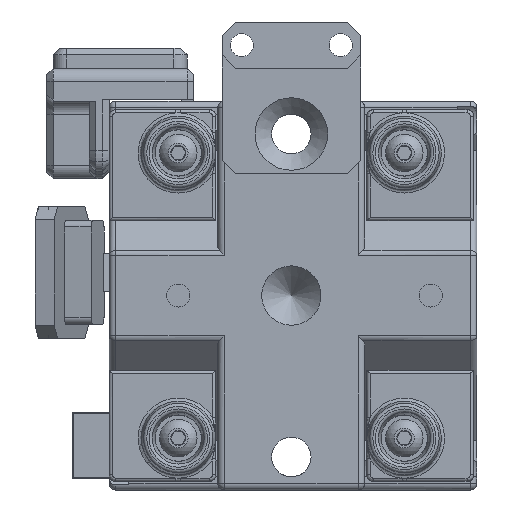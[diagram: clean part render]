
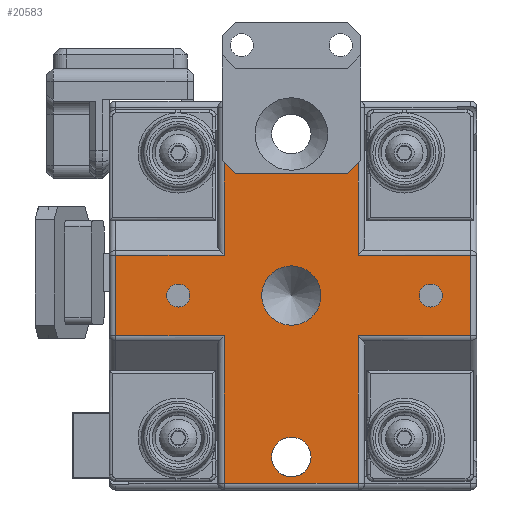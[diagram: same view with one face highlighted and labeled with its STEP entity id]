
A CAD part, left-side view. The second image highlights one B-rep face of the part: STEP entity #20583.
In plain terms, the highlighted planar face has unit normal (-1, 0, 0).
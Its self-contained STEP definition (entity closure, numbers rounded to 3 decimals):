
#778=FACE_BOUND('',#7489,.T.);
#779=FACE_BOUND('',#7490,.T.);
#780=FACE_BOUND('',#7491,.T.);
#781=FACE_BOUND('',#7492,.T.);
#782=FACE_BOUND('',#7493,.T.);
#1174=PLANE('',#22634);
#2556=LINE('',#40437,#4294);
#2557=LINE('',#40439,#4295);
#2558=LINE('',#40441,#4296);
#2559=LINE('',#40443,#4297);
#2560=LINE('',#40445,#4298);
#2561=LINE('',#40447,#4299);
#2562=LINE('',#40449,#4300);
#2563=LINE('',#40451,#4301);
#2564=LINE('',#40453,#4302);
#2565=LINE('',#40455,#4303);
#2566=LINE('',#40457,#4304);
#2567=LINE('',#40458,#4305);
#4294=VECTOR('',#27620,10.);
#4295=VECTOR('',#27621,10.);
#4296=VECTOR('',#27622,10.);
#4297=VECTOR('',#27623,10.);
#4298=VECTOR('',#27624,10.);
#4299=VECTOR('',#27625,10.);
#4300=VECTOR('',#27626,10.);
#4301=VECTOR('',#27627,10.);
#4302=VECTOR('',#27628,10.);
#4303=VECTOR('',#27629,10.);
#4304=VECTOR('',#27630,10.);
#4305=VECTOR('',#27631,10.);
#6194=FACE_OUTER_BOUND('',#7488,.T.);
#7488=EDGE_LOOP('',(#17886,#17887,#17888,#17889,#17890,#17891,#17892,#17893,
#17894,#17895,#17896,#17897));
#7489=EDGE_LOOP('',(#17898));
#7490=EDGE_LOOP('',(#17899));
#7491=EDGE_LOOP('',(#17900));
#7492=EDGE_LOOP('',(#17901));
#7493=EDGE_LOOP('',(#17902));
#8562=CIRCLE('',#22633,4.5);
#8563=CIRCLE('',#22635,1.75);
#8564=CIRCLE('',#22636,3.);
#8565=CIRCLE('',#22637,3.);
#8566=CIRCLE('',#22638,1.75);
#10134=VERTEX_POINT('',#40430);
#10136=VERTEX_POINT('',#40435);
#10137=VERTEX_POINT('',#40436);
#10138=VERTEX_POINT('',#40438);
#10139=VERTEX_POINT('',#40440);
#10140=VERTEX_POINT('',#40442);
#10141=VERTEX_POINT('',#40444);
#10142=VERTEX_POINT('',#40446);
#10143=VERTEX_POINT('',#40448);
#10144=VERTEX_POINT('',#40450);
#10145=VERTEX_POINT('',#40452);
#10146=VERTEX_POINT('',#40454);
#10147=VERTEX_POINT('',#40456);
#10148=VERTEX_POINT('',#40459);
#10149=VERTEX_POINT('',#40461);
#10150=VERTEX_POINT('',#40463);
#10151=VERTEX_POINT('',#40465);
#12804=EDGE_CURVE('',#10134,#10134,#8562,.T.);
#12806=EDGE_CURVE('',#10136,#10137,#2556,.T.);
#12807=EDGE_CURVE('',#10138,#10136,#2557,.T.);
#12808=EDGE_CURVE('',#10139,#10138,#2558,.T.);
#12809=EDGE_CURVE('',#10140,#10139,#2559,.T.);
#12810=EDGE_CURVE('',#10141,#10140,#2560,.T.);
#12811=EDGE_CURVE('',#10142,#10141,#2561,.T.);
#12812=EDGE_CURVE('',#10143,#10142,#2562,.T.);
#12813=EDGE_CURVE('',#10144,#10143,#2563,.T.);
#12814=EDGE_CURVE('',#10145,#10144,#2564,.T.);
#12815=EDGE_CURVE('',#10146,#10145,#2565,.T.);
#12816=EDGE_CURVE('',#10147,#10146,#2566,.T.);
#12817=EDGE_CURVE('',#10137,#10147,#2567,.T.);
#12818=EDGE_CURVE('',#10148,#10148,#8563,.T.);
#12819=EDGE_CURVE('',#10149,#10149,#8564,.T.);
#12820=EDGE_CURVE('',#10150,#10150,#8565,.T.);
#12821=EDGE_CURVE('',#10151,#10151,#8566,.T.);
#17886=ORIENTED_EDGE('',*,*,#12806,.F.);
#17887=ORIENTED_EDGE('',*,*,#12807,.F.);
#17888=ORIENTED_EDGE('',*,*,#12808,.F.);
#17889=ORIENTED_EDGE('',*,*,#12809,.F.);
#17890=ORIENTED_EDGE('',*,*,#12810,.F.);
#17891=ORIENTED_EDGE('',*,*,#12811,.F.);
#17892=ORIENTED_EDGE('',*,*,#12812,.F.);
#17893=ORIENTED_EDGE('',*,*,#12813,.F.);
#17894=ORIENTED_EDGE('',*,*,#12814,.F.);
#17895=ORIENTED_EDGE('',*,*,#12815,.F.);
#17896=ORIENTED_EDGE('',*,*,#12816,.F.);
#17897=ORIENTED_EDGE('',*,*,#12817,.F.);
#17898=ORIENTED_EDGE('',*,*,#12818,.F.);
#17899=ORIENTED_EDGE('',*,*,#12819,.T.);
#17900=ORIENTED_EDGE('',*,*,#12820,.T.);
#17901=ORIENTED_EDGE('',*,*,#12821,.T.);
#17902=ORIENTED_EDGE('',*,*,#12804,.F.);
#20583=ADVANCED_FACE('',(#6194,#778,#779,#780,#781,#782),#1174,.T.);
#22633=AXIS2_PLACEMENT_3D('',#40431,#27615,#27616);
#22634=AXIS2_PLACEMENT_3D('',#40434,#27618,#27619);
#22635=AXIS2_PLACEMENT_3D('',#40460,#27632,#27633);
#22636=AXIS2_PLACEMENT_3D('',#40462,#27634,#27635);
#22637=AXIS2_PLACEMENT_3D('',#40464,#27636,#27637);
#22638=AXIS2_PLACEMENT_3D('',#40466,#27638,#27639);
#27615=DIRECTION('center_axis',(-1.,0.,0.));
#27616=DIRECTION('ref_axis',(0.,0.,-1.));
#27618=DIRECTION('center_axis',(-1.,0.,0.));
#27619=DIRECTION('ref_axis',(0.,0.,1.));
#27620=DIRECTION('',(0.,0.,1.));
#27621=DIRECTION('',(0.,1.,0.));
#27622=DIRECTION('',(0.,0.,-1.));
#27623=DIRECTION('',(0.,1.,0.));
#27624=DIRECTION('',(0.,0.,-1.));
#27625=DIRECTION('',(0.,-1.,0.));
#27626=DIRECTION('',(0.,0.,-1.));
#27627=DIRECTION('',(0.,-1.,0.));
#27628=DIRECTION('',(0.,0.,1.));
#27629=DIRECTION('',(0.,-1.,0.));
#27630=DIRECTION('',(0.,0.,1.));
#27631=DIRECTION('',(0.,1.,0.));
#27632=DIRECTION('center_axis',(-1.,0.,0.));
#27633=DIRECTION('ref_axis',(0.,0.,1.));
#27634=DIRECTION('center_axis',(1.,0.,0.));
#27635=DIRECTION('ref_axis',(0.,0.,-1.));
#27636=DIRECTION('center_axis',(1.,0.,0.));
#27637=DIRECTION('ref_axis',(0.,0.,-1.));
#27638=DIRECTION('center_axis',(1.,0.,0.));
#27639=DIRECTION('ref_axis',(0.,0.,1.));
#40430=CARTESIAN_POINT('',(-196.355,42.822,324.184));
#40431=CARTESIAN_POINT('Origin',(-196.355,42.822,319.684));
#40434=CARTESIAN_POINT('Origin',(-196.355,40.982,316.675));
#40435=CARTESIAN_POINT('',(-196.355,52.982,291.175));
#40436=CARTESIAN_POINT('',(-196.355,52.982,313.584));
#40437=CARTESIAN_POINT('',(-196.355,52.982,313.674));
#40438=CARTESIAN_POINT('',(-196.355,32.663,291.175));
#40439=CARTESIAN_POINT('',(-196.355,53.482,291.175));
#40440=CARTESIAN_POINT('',(-196.355,32.663,313.584));
#40441=CARTESIAN_POINT('',(-196.355,32.663,313.674));
#40442=CARTESIAN_POINT('',(-196.355,15.663,313.584));
#40443=CARTESIAN_POINT('',(-196.355,53.482,313.584));
#40444=CARTESIAN_POINT('',(-196.355,15.663,325.785));
#40445=CARTESIAN_POINT('',(-196.355,15.663,326.925));
#40446=CARTESIAN_POINT('',(-196.355,32.663,325.785));
#40447=CARTESIAN_POINT('',(-196.355,30.322,325.785));
#40448=CARTESIAN_POINT('',(-196.355,32.663,348.194));
#40449=CARTESIAN_POINT('',(-196.355,32.663,313.674));
#40450=CARTESIAN_POINT('',(-196.355,52.982,348.194));
#40451=CARTESIAN_POINT('',(-196.355,57.232,348.194));
#40452=CARTESIAN_POINT('',(-196.355,52.982,325.785));
#40453=CARTESIAN_POINT('',(-196.355,52.982,313.674));
#40454=CARTESIAN_POINT('',(-196.355,69.482,325.785));
#40455=CARTESIAN_POINT('',(-196.355,30.322,325.785));
#40456=CARTESIAN_POINT('',(-196.355,69.482,313.584));
#40457=CARTESIAN_POINT('',(-196.355,69.482,327.925));
#40458=CARTESIAN_POINT('',(-196.355,53.482,313.584));
#40459=CARTESIAN_POINT('',(-196.355,21.663,317.934));
#40460=CARTESIAN_POINT('Origin',(-196.355,21.663,319.684));
#40461=CARTESIAN_POINT('',(-196.355,42.822,298.175));
#40462=CARTESIAN_POINT('Origin',(-196.355,42.822,295.175));
#40463=CARTESIAN_POINT('',(-196.355,42.822,347.194));
#40464=CARTESIAN_POINT('Origin',(-196.355,42.822,344.194));
#40465=CARTESIAN_POINT('',(-196.355,59.982,317.934));
#40466=CARTESIAN_POINT('Origin',(-196.355,59.982,319.684));
